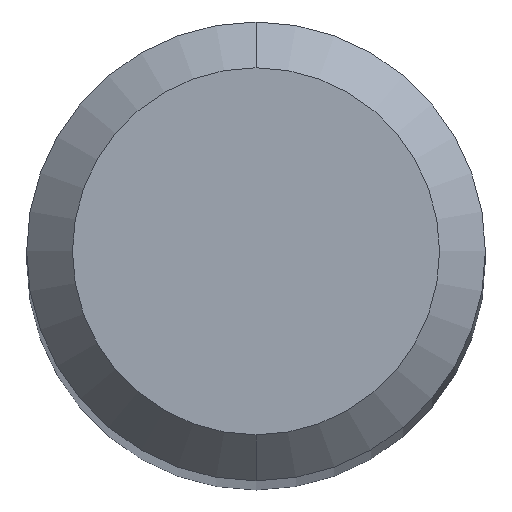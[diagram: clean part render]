
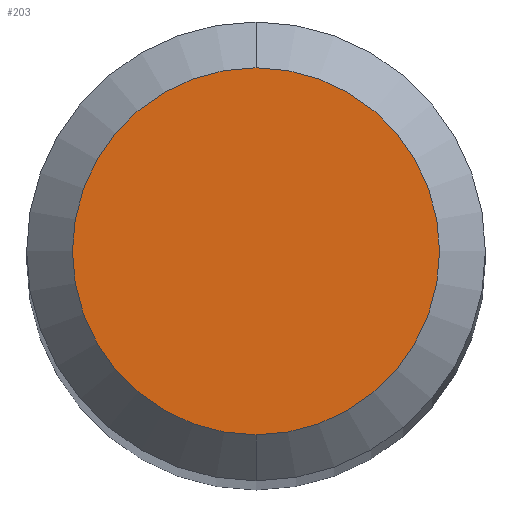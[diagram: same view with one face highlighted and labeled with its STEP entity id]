
A CAD part, top view. The second image highlights one B-rep face of the part: STEP entity #203.
In plain terms, the highlighted planar face has unit normal (0, 0, 1).
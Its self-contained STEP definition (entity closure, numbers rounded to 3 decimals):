
#203=ADVANCED_FACE('',(#497),#498,.T.);
#227=EDGE_CURVE('',#289,#383,#526,.T.);
#267=EDGE_CURVE('',#383,#289,#571,.T.);
#289=VERTEX_POINT('',#595);
#383=VERTEX_POINT('',#698);
#497=FACE_OUTER_BOUND('',#836,.T.);
#498=PLANE('',#837);
#526=CIRCLE('',#869,1.2);
#571=CIRCLE('',#973,1.2);
#595=CARTESIAN_POINT('',(0.0,1.2,33.567));
#698=CARTESIAN_POINT('',(0.,-1.2,33.567));
#836=EDGE_LOOP('',(#1459,#1460));
#837=AXIS2_PLACEMENT_3D('',#1461,#1462,#1463);
#869=AXIS2_PLACEMENT_3D('',#1498,#1499,#1500);
#973=AXIS2_PLACEMENT_3D('',#1559,#1560,#1561);
#1459=ORIENTED_EDGE('',*,*,#227,.F.);
#1460=ORIENTED_EDGE('',*,*,#267,.F.);
#1461=CARTESIAN_POINT('',(0.0,0.6,33.567));
#1462=DIRECTION('',(-0.0,0.0,1.0));
#1463=DIRECTION('',(0.0,-1.0,0.0));
#1498=CARTESIAN_POINT('',(0.0,0.0,33.567));
#1499=DIRECTION('',(0.0,0.0,-1.0));
#1500=DIRECTION('',(0.0,1.0,0.0));
#1559=CARTESIAN_POINT('',(0.0,0.0,33.567));
#1560=DIRECTION('',(0.0,0.0,-1.0));
#1561=DIRECTION('',(0.0,1.0,0.0));
